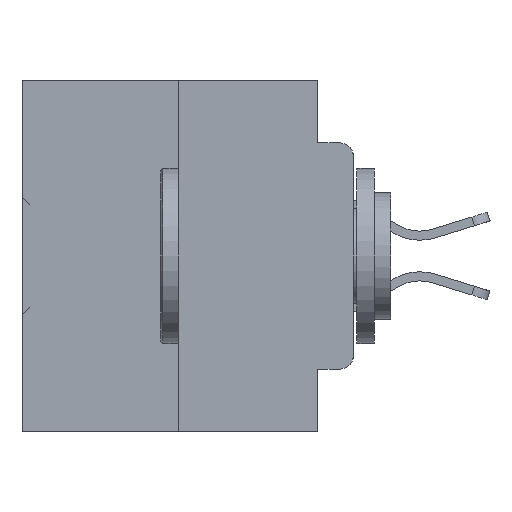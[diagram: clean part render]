
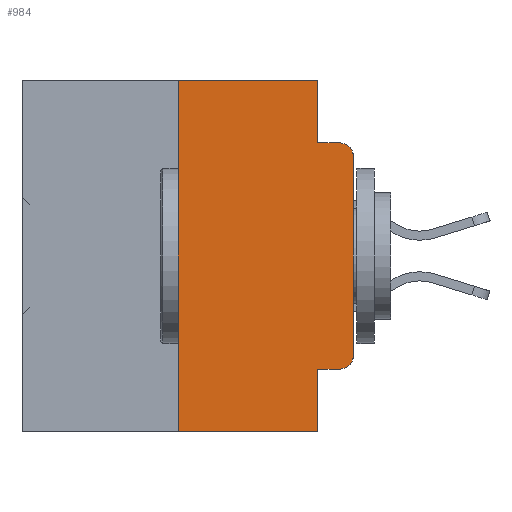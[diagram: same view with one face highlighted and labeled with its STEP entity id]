
A CAD part, left-side view. The second image highlights one B-rep face of the part: STEP entity #984.
In plain terms, the highlighted planar face has unit normal (-1, 0, 0).
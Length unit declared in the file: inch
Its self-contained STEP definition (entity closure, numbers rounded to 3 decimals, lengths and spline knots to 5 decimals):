
#22 = ORIENTED_EDGE ( 'NONE', *, *, #2895, .F. ) ;
#214 = VERTEX_POINT ( 'NONE', #23608 ) ;
#823 = EDGE_CURVE ( 'NONE', #4524, #30874, #19983, .T. ) ;
#984 = ADVANCED_FACE ( 'NONE', ( #21394 ), #6546, .F. ) ;
#1984 = ORIENTED_EDGE ( 'NONE', *, *, #3186, .T. ) ;
#2068 = CIRCLE ( 'NONE', #30682, 0.02 ) ;
#2428 = ORIENTED_EDGE ( 'NONE', *, *, #28050, .F. ) ;
#2581 = CARTESIAN_POINT ( 'NONE',  ( 0., 0.051, -0.0885 ) ) ;
#2895 = EDGE_CURVE ( 'NONE', #17203, #214, #5095, .T. ) ;
#2896 = LINE ( 'NONE', #28923, #36113 ) ;
#3076 = VECTOR ( 'NONE', #7123, 39.37008 ) ;
#3186 = EDGE_CURVE ( 'NONE', #17203, #15238, #11181, .T. ) ;
#3575 = VERTEX_POINT ( 'NONE', #16006 ) ;
#3945 = VECTOR ( 'NONE', #7448, 39.37008 ) ;
#4407 = ORIENTED_EDGE ( 'NONE', *, *, #35835, .F. ) ;
#4524 = VERTEX_POINT ( 'NONE', #18139 ) ;
#5095 = LINE ( 'NONE', #23996, #28318 ) ;
#5710 = LINE ( 'NONE', #33708, #35983 ) ;
#6323 = CARTESIAN_POINT ( 'NONE',  ( 0., 0.473, 0. ) ) ;
#6344 = CARTESIAN_POINT ( 'NONE',  ( 0., 0., -0.3915 ) ) ;
#6546 = PLANE ( 'NONE',  #27370 ) ;
#6998 = CARTESIAN_POINT ( 'NONE',  ( 0., 0.051, -0.4115 ) ) ;
#7123 = DIRECTION ( 'NONE',  ( 0., -1., 0. ) ) ;
#7180 = EDGE_CURVE ( 'NONE', #4524, #214, #24275, .T. ) ;
#7287 = DIRECTION ( 'NONE',  ( 0., -1., 0. ) ) ;
#7448 = DIRECTION ( 'NONE',  ( 0., 0., -1. ) ) ;
#7644 = CARTESIAN_POINT ( 'NONE',  ( 0., 0.25, 0. ) ) ;
#9490 = CARTESIAN_POINT ( 'NONE',  ( 0., 0.02, -0.0885 ) ) ;
#9709 = CARTESIAN_POINT ( 'NONE',  ( 0., 0.051, -0.4115 ) ) ;
#11181 = LINE ( 'NONE', #6998, #3076 ) ;
#12671 = DIRECTION ( 'NONE',  ( 0., 0., -1. ) ) ;
#12795 = CARTESIAN_POINT ( 'NONE',  ( 0., 0.02, -0.4115 ) ) ;
#12817 = DIRECTION ( 'NONE',  ( 1., 0., 0. ) ) ;
#13929 = ORIENTED_EDGE ( 'NONE', *, *, #19546, .T. ) ;
#15238 = VERTEX_POINT ( 'NONE', #12795 ) ;
#15648 = CARTESIAN_POINT ( 'NONE',  ( 0., 0.051, 0. ) ) ;
#15777 = ORIENTED_EDGE ( 'NONE', *, *, #26800, .T. ) ;
#16006 = CARTESIAN_POINT ( 'NONE',  ( 0., 0., -0.1085 ) ) ;
#16272 = CARTESIAN_POINT ( 'NONE',  ( 0., 0.02, -0.1085 ) ) ;
#16434 = VERTEX_POINT ( 'NONE', #9490 ) ;
#16760 = DIRECTION ( 'NONE',  ( -1., 0., 0. ) ) ;
#17137 = CARTESIAN_POINT ( 'NONE',  ( 0., 0.051, 0. ) ) ;
#17203 = VERTEX_POINT ( 'NONE', #9709 ) ;
#18139 = CARTESIAN_POINT ( 'NONE',  ( 0., 0.25, -0.5 ) ) ;
#18649 = DIRECTION ( 'NONE',  ( 0., 0., 1. ) ) ;
#18730 = CARTESIAN_POINT ( 'NONE',  ( 0., 0.25, 0. ) ) ;
#18770 = LINE ( 'NONE', #31720, #34868 ) ;
#19343 = DIRECTION ( 'NONE',  ( 0., 0., -1. ) ) ;
#19369 = CARTESIAN_POINT ( 'NONE',  ( 0., 0.473, -0.5 ) ) ;
#19546 = EDGE_CURVE ( 'NONE', #22385, #3575, #5710, .T. ) ;
#19983 = LINE ( 'NONE', #18730, #35076 ) ;
#20083 = VERTEX_POINT ( 'NONE', #2581 ) ;
#21394 = FACE_OUTER_BOUND ( 'NONE', #33376, .T. ) ;
#21545 = ORIENTED_EDGE ( 'NONE', *, *, #823, .F. ) ;
#22385 = VERTEX_POINT ( 'NONE', #6344 ) ;
#23608 = CARTESIAN_POINT ( 'NONE',  ( 0., 0.051, -0.5 ) ) ;
#23991 = DIRECTION ( 'NONE',  ( 0., 0., -1. ) ) ;
#23996 = CARTESIAN_POINT ( 'NONE',  ( 0., 0.051, 0. ) ) ;
#24275 = LINE ( 'NONE', #19369, #31344 ) ;
#25768 = DIRECTION ( 'NONE',  ( 0., -1., 0. ) ) ;
#26738 = ORIENTED_EDGE ( 'NONE', *, *, #34913, .F. ) ;
#26800 = EDGE_CURVE ( 'NONE', #3575, #16434, #39169, .T. ) ;
#27370 = AXIS2_PLACEMENT_3D ( 'NONE', #6323, #12817, #12671 ) ;
#27627 = DIRECTION ( 'NONE',  ( 0., 0., 1. ) ) ;
#28050 = EDGE_CURVE ( 'NONE', #20083, #16434, #18770, .T. ) ;
#28318 = VECTOR ( 'NONE', #23991, 39.37008 ) ;
#28781 = DIRECTION ( 'NONE',  ( 0., -1., 0. ) ) ;
#28923 = CARTESIAN_POINT ( 'NONE',  ( 0., 0.473, 0. ) ) ;
#30047 = VERTEX_POINT ( 'NONE', #15648 ) ;
#30682 = AXIS2_PLACEMENT_3D ( 'NONE', #34889, #16760, #37909 ) ;
#30874 = VERTEX_POINT ( 'NONE', #7644 ) ;
#31344 = VECTOR ( 'NONE', #7287, 39.37008 ) ;
#31720 = CARTESIAN_POINT ( 'NONE',  ( 0., 0.051, -0.0885 ) ) ;
#33376 = EDGE_LOOP ( 'NONE', ( #13929, #15777, #2428, #26738, #4407, #21545, #37558, #22, #1984, #34301 ) ) ;
#33708 = CARTESIAN_POINT ( 'NONE',  ( 0., 0., 0. ) ) ;
#34295 = EDGE_CURVE ( 'NONE', #15238, #22385, #2068, .T. ) ;
#34301 = ORIENTED_EDGE ( 'NONE', *, *, #34295, .T. ) ;
#34868 = VECTOR ( 'NONE', #28781, 39.37008 ) ;
#34889 = CARTESIAN_POINT ( 'NONE',  ( 0., 0.02, -0.3915 ) ) ;
#34913 = EDGE_CURVE ( 'NONE', #30047, #20083, #37132, .T. ) ;
#35076 = VECTOR ( 'NONE', #18649, 39.37008 ) ;
#35271 = AXIS2_PLACEMENT_3D ( 'NONE', #16272, #37425, #19343 ) ;
#35835 = EDGE_CURVE ( 'NONE', #30874, #30047, #2896, .T. ) ;
#35983 = VECTOR ( 'NONE', #27627, 39.37008 ) ;
#36113 = VECTOR ( 'NONE', #25768, 39.37008 ) ;
#37132 = LINE ( 'NONE', #17137, #3945 ) ;
#37425 = DIRECTION ( 'NONE',  ( -1., 0., 0. ) ) ;
#37558 = ORIENTED_EDGE ( 'NONE', *, *, #7180, .T. ) ;
#37909 = DIRECTION ( 'NONE',  ( 0., 0., -1. ) ) ;
#39169 = CIRCLE ( 'NONE', #35271, 0.02 ) ;
